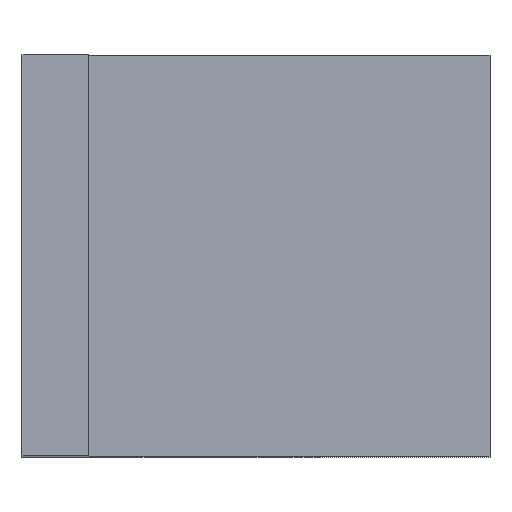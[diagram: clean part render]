
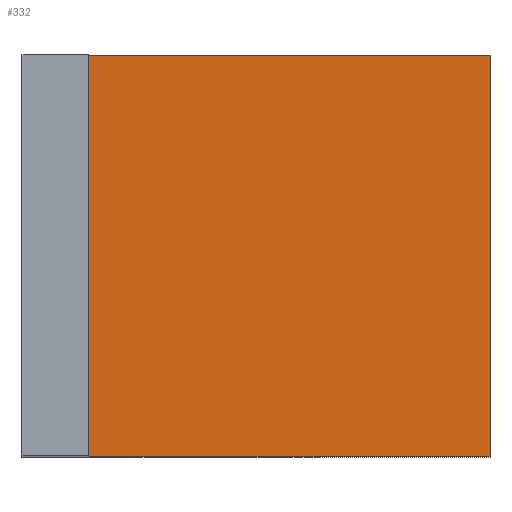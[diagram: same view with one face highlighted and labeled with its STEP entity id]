
A CAD part, top view. The second image highlights one B-rep face of the part: STEP entity #332.
In plain terms, the highlighted planar face has unit normal (0, 0, 1).
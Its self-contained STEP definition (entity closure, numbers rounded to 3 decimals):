
#178=CARTESIAN_POINT('Vertex',(-15.,15.,-15.)) ;
#181=CARTESIAN_POINT('Line Origine',(0.,15.,-15.)) ;
#185=CARTESIAN_POINT('Vertex',(15.,15.,-15.)) ;
#302=CARTESIAN_POINT('Axis2P3D Location',(0.,-15.,-15.)) ;
#307=CARTESIAN_POINT('Line Origine',(-15.,0.,-15.)) ;
#311=CARTESIAN_POINT('Vertex',(-15.,-15.,-15.)) ;
#314=CARTESIAN_POINT('Line Origine',(0.,-15.,-15.)) ;
#318=CARTESIAN_POINT('Vertex',(15.,-15.,-15.)) ;
#321=CARTESIAN_POINT('Line Origine',(15.,0.,-15.)) ;
#182=DIRECTION('Vector Direction',(1.,0.,0.)) ;
#303=DIRECTION('Axis2P3D Direction',(0.,0.,-1.)) ;
#304=DIRECTION('Axis2P3D XDirection',(0.,1.,0.)) ;
#308=DIRECTION('Vector Direction',(0.,1.,0.)) ;
#315=DIRECTION('Vector Direction',(1.,0.,0.)) ;
#322=DIRECTION('Vector Direction',(0.,1.,0.)) ;
#305=AXIS2_PLACEMENT_3D('Plane Axis2P3D',#302,#303,#304) ;
#327=ORIENTED_EDGE('',*,*,#187,.F.) ;
#328=ORIENTED_EDGE('',*,*,#313,.T.) ;
#329=ORIENTED_EDGE('',*,*,#320,.T.) ;
#330=ORIENTED_EDGE('',*,*,#325,.F.) ;
#183=VECTOR('Line Direction',#182,1.) ;
#309=VECTOR('Line Direction',#308,1.) ;
#316=VECTOR('Line Direction',#315,1.) ;
#323=VECTOR('Line Direction',#322,1.) ;
#332=ADVANCED_FACE('PartBody',(#331),#306,.F.) ;
#187=EDGE_CURVE('',#179,#186,#184,.T.) ;
#313=EDGE_CURVE('',#179,#312,#310,.F.) ;
#320=EDGE_CURVE('',#312,#319,#317,.T.) ;
#325=EDGE_CURVE('',#186,#319,#324,.F.) ;
#326=EDGE_LOOP('',(#327,#328,#329,#330)) ;
#331=FACE_OUTER_BOUND('',#326,.T.) ;
#184=LINE('Line',#181,#183) ;
#310=LINE('Line',#307,#309) ;
#317=LINE('Line',#314,#316) ;
#324=LINE('Line',#321,#323) ;
#306=PLANE('',#305) ;
#179=VERTEX_POINT('',#178) ;
#186=VERTEX_POINT('',#185) ;
#312=VERTEX_POINT('',#311) ;
#319=VERTEX_POINT('',#318) ;
